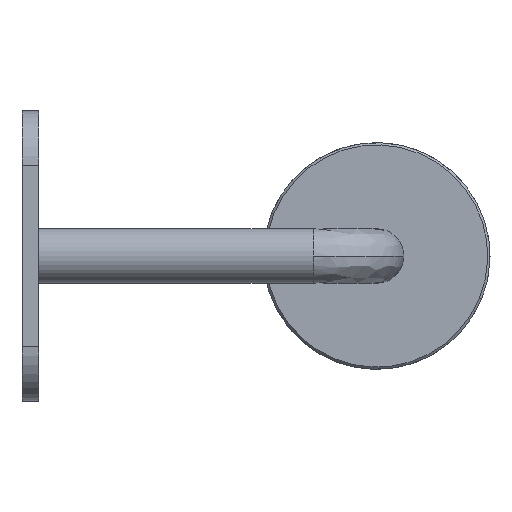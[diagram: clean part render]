
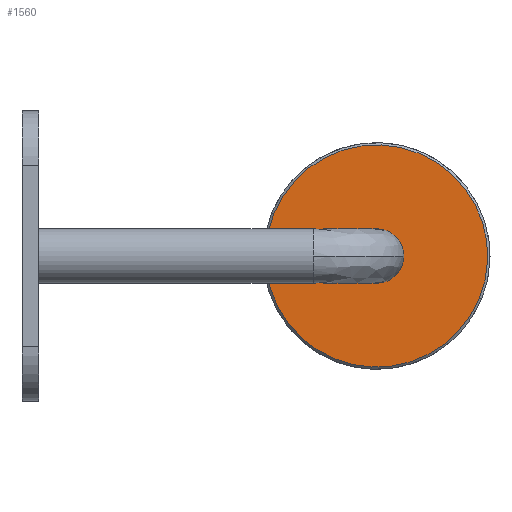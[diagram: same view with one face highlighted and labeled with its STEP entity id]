
A CAD part, left-side view. The second image highlights one B-rep face of the part: STEP entity #1560.
In plain terms, the highlighted face is planar.
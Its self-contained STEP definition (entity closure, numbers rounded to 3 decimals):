
#4 = ORIENTED_EDGE ( 'NONE', *, *, #5868, .F. ) ;
#176 = EDGE_CURVE ( 'NONE', #1482, #5342, #5020, .T. ) ;
#371 = FACE_OUTER_BOUND ( 'NONE', #6088, .T. ) ;
#418 = CARTESIAN_POINT ( 'NONE',  ( 0., 0., -24.5 ) ) ;
#885 = DIRECTION ( 'NONE',  ( 0., 0., -1. ) ) ;
#924 = CARTESIAN_POINT ( 'NONE',  ( 0., 0., 0. ) ) ;
#1075 = AXIS2_PLACEMENT_3D ( 'NONE', #3453, #5517, #885 ) ;
#1164 = DIRECTION ( 'NONE',  ( 0., 0., 1. ) ) ;
#1303 = PLANE ( 'NONE',  #4377 ) ;
#1482 = VERTEX_POINT ( 'NONE', #2915 ) ;
#1541 = DIRECTION ( 'NONE',  ( 0., 0., -1. ) ) ;
#1560 = ADVANCED_FACE ( 'NONE', ( #6006, #371 ), #1303, .F. ) ;
#2111 = VERTEX_POINT ( 'NONE', #3637 ) ;
#2214 = CARTESIAN_POINT ( 'NONE',  ( 0., 0., 0. ) ) ;
#2257 = AXIS2_PLACEMENT_3D ( 'NONE', #5460, #3760, #1164 ) ;
#2616 = CARTESIAN_POINT ( 'NONE',  ( 0., 0., -4.25 ) ) ;
#2697 = EDGE_CURVE ( 'NONE', #5342, #1482, #6491, .T. ) ;
#2824 = CIRCLE ( 'NONE', #6621, 4.25 ) ;
#2871 = VERTEX_POINT ( 'NONE', #2616 ) ;
#2915 = CARTESIAN_POINT ( 'NONE',  ( 0., 0., 24.5 ) ) ;
#3014 = DIRECTION ( 'NONE',  ( -1., 0., 0. ) ) ;
#3453 = CARTESIAN_POINT ( 'NONE',  ( 0., 0., 0. ) ) ;
#3637 = CARTESIAN_POINT ( 'NONE',  ( 0., 0., 4.25 ) ) ;
#3690 = CIRCLE ( 'NONE', #1075, 4.25 ) ;
#3760 = DIRECTION ( 'NONE',  ( 1., 0., 0. ) ) ;
#4279 = DIRECTION ( 'NONE',  ( 0., 0., 1. ) ) ;
#4377 = AXIS2_PLACEMENT_3D ( 'NONE', #924, #3014, #5071 ) ;
#4821 = DIRECTION ( 'NONE',  ( 1., 0., 0. ) ) ;
#4843 = ORIENTED_EDGE ( 'NONE', *, *, #5736, .F. ) ;
#5020 = CIRCLE ( 'NONE', #5899, 24.5 ) ;
#5071 = DIRECTION ( 'NONE',  ( 0., 0., 1. ) ) ;
#5342 = VERTEX_POINT ( 'NONE', #418 ) ;
#5460 = CARTESIAN_POINT ( 'NONE',  ( 0., 0., 0. ) ) ;
#5517 = DIRECTION ( 'NONE',  ( 1., 0., 0. ) ) ;
#5570 = ORIENTED_EDGE ( 'NONE', *, *, #176, .T. ) ;
#5583 = DIRECTION ( 'NONE',  ( 1., 0., 0. ) ) ;
#5736 = EDGE_CURVE ( 'NONE', #2111, #2871, #3690, .T. ) ;
#5774 = ORIENTED_EDGE ( 'NONE', *, *, #2697, .T. ) ;
#5868 = EDGE_CURVE ( 'NONE', #2871, #2111, #2824, .T. ) ;
#5899 = AXIS2_PLACEMENT_3D ( 'NONE', #2214, #4821, #4279 ) ;
#6006 = FACE_BOUND ( 'NONE', #6099, .T. ) ;
#6067 = CARTESIAN_POINT ( 'NONE',  ( 0., 0., 0. ) ) ;
#6088 = EDGE_LOOP ( 'NONE', ( #5570, #5774 ) ) ;
#6099 = EDGE_LOOP ( 'NONE', ( #4, #4843 ) ) ;
#6491 = CIRCLE ( 'NONE', #2257, 24.5 ) ;
#6621 = AXIS2_PLACEMENT_3D ( 'NONE', #6067, #5583, #1541 ) ;
